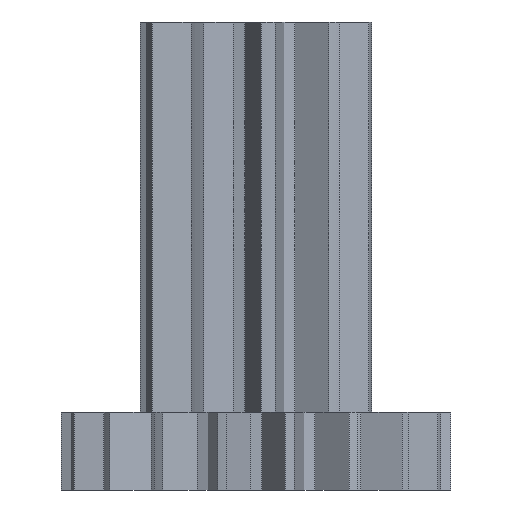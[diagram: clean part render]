
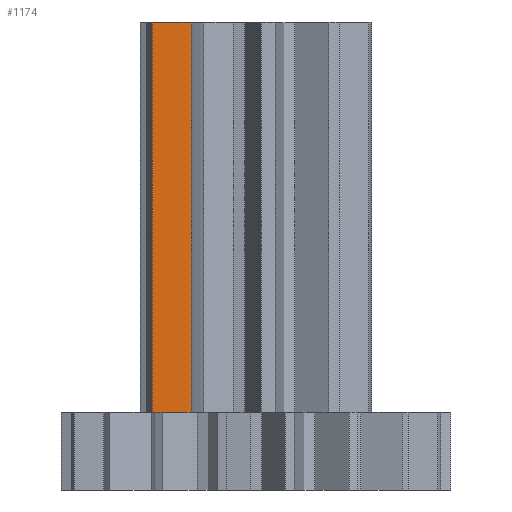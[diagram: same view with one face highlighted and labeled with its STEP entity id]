
A CAD part, front view. The second image highlights one B-rep face of the part: STEP entity #1174.
In plain terms, the highlighted planar face has unit normal (0.092, -0.996, 0).
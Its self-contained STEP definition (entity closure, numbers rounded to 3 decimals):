
#1113=CARTESIAN_POINT('POINT73',(-0.83,
   -0.647,-5.));
#1114=VERTEX_POINT('VERTEX73',#1113);
#1115=CARTESIAN_POINT('POINT74',(-0.83,
   -0.647,0.));
#1116=VERTEX_POINT('VERTEX74',#1115);
#1117=CARTESIAN_POINT('POS142',(-0.83,
   -0.647,-5.));
#1118=DIRECTION('DIR195',(0.,0.,1.));
#1119=VECTOR('VEC89',#1118,1.);
#1120=LINE('STRAIGHT89',#1117,#1119);
#1121=EDGE_CURVE('EDGE107',#1114,#1116,#1120,.T.);
#1144=CARTESIAN_POINT('POINT75',(-1.33,
   -0.693,-5.));
#1145=VERTEX_POINT('VERTEX75',#1144);
#1146=CARTESIAN_POINT('POS146',(-1.33,
   -0.693,-5.));
#1147=DIRECTION('DIR200',(0.996,0.092,
   0.));
#1148=VECTOR('VEC92',#1147,1.);
#1149=LINE('STRAIGHT92',#1146,#1148);
#1150=EDGE_CURVE('EDGE110',#1145,#1114,#1149,.T.);
#1151=ORIENTED_EDGE('COEDGE145',*,*,#1150,.T.);
#1152=ORIENTED_EDGE('COEDGE146',*,*,#1121,.T.);
#1153=CARTESIAN_POINT('POINT76',(-1.33,
   -0.693,0.));
#1154=VERTEX_POINT('VERTEX76',#1153);
#1155=CARTESIAN_POINT('POS147',(-1.33,
   -0.693,0.));
#1156=DIRECTION('DIR201',(0.996,0.092,
   0.));
#1157=VECTOR('VEC93',#1156,1.);
#1158=LINE('STRAIGHT93',#1155,#1157);
#1159=EDGE_CURVE('EDGE111',#1154,#1116,#1158,.T.);
#1160=ORIENTED_EDGE('COEDGE147',*,*,#1159,.F.);
#1161=CARTESIAN_POINT('POS148',(-1.33,
   -0.693,0.));
#1162=DIRECTION('DIR202',(0.,0.,-1.));
#1163=VECTOR('VEC94',#1162,1.);
#1164=LINE('STRAIGHT94',#1161,#1163);
#1165=EDGE_CURVE('EDGE112',#1154,#1145,#1164,.T.);
#1166=ORIENTED_EDGE('COEDGE148',*,*,#1165,.T.);
#1167=EDGE_LOOP('NONE',(#1151,#1152,#1160,#1166));
#1168=FACE_BOUND('LOOP1',#1167,.T.);
#1169=CARTESIAN_POINT('POS149',(-1.33,
   -0.693,-5.));
#1170=DIRECTION('DIR203',(-0.092,0.996,
   0.));
#1171=DIRECTION('DIR204',(0.996,0.092,
   0.));
#1172=AXIS2_PLACEMENT_3D('AXIS55',#1169,#1170,#1171);
#1173=PLANE('PLANE28',#1172);
#1174=ADVANCED_FACE('FACE37',(#1168),#1173,.F.);
